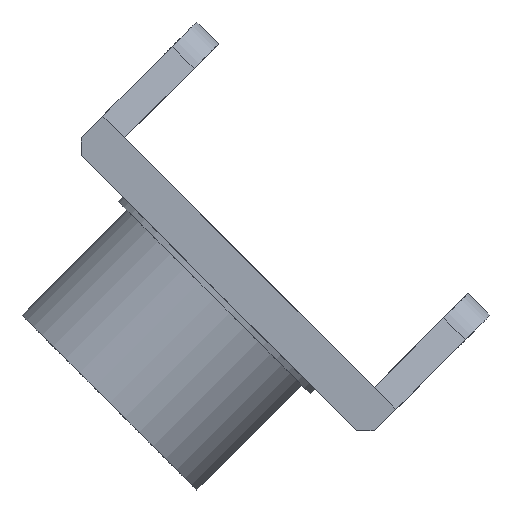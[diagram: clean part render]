
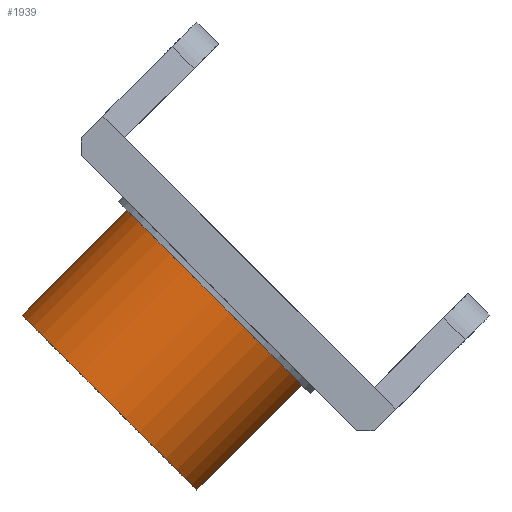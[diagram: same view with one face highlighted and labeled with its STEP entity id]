
A CAD part, left-side view. The second image highlights one B-rep face of the part: STEP entity #1939.
In plain terms, the highlighted cylindrical face has radius 10 mm (diameter 20 mm), a partial arc.
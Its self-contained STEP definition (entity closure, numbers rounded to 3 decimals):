
#35 = AXIS2_PLACEMENT_3D ( 'NONE', #84, #1792, #860 ) ;
#84 = CARTESIAN_POINT ( 'NONE',  ( 0., 36.239, 317.314 ) ) ;
#160 = CARTESIAN_POINT ( 'NONE',  ( 0., 183.848, 183.848 ) ) ;
#282 = CIRCLE ( 'NONE', #35, 10. ) ;
#292 = DIRECTION ( 'NONE',  ( 0., 0.707, 0.707 ) ) ;
#302 = DIRECTION ( 'NONE',  ( 0., 0.707, -0.707 ) ) ;
#398 = CARTESIAN_POINT ( 'NONE',  ( 0., 27.754, 325.799 ) ) ;
#419 = AXIS2_PLACEMENT_3D ( 'NONE', #398, #1987, #1938 ) ;
#445 = EDGE_LOOP ( 'NONE', ( #505, #1427, #2476, #1232 ) ) ;
#464 = CARTESIAN_POINT ( 'NONE',  ( 0., 43.31, 324.385 ) ) ;
#505 = ORIENTED_EDGE ( 'NONE', *, *, #726, .F. ) ;
#599 = CARTESIAN_POINT ( 'NONE',  ( 0., 20.683, 318.728 ) ) ;
#608 = EDGE_CURVE ( 'NONE', #1164, #892, #1531, .T. ) ;
#726 = EDGE_CURVE ( 'NONE', #968, #1984, #1367, .T. ) ;
#790 = VECTOR ( 'NONE', #1540, 1000. ) ;
#824 = CARTESIAN_POINT ( 'NONE',  ( 0., 169.706, 169.706 ) ) ;
#860 = DIRECTION ( 'NONE',  ( 0., 0.707, 0.707 ) ) ;
#892 = VERTEX_POINT ( 'NONE', #464 ) ;
#968 = VERTEX_POINT ( 'NONE', #599 ) ;
#1164 = VERTEX_POINT ( 'NONE', #2218 ) ;
#1232 = ORIENTED_EDGE ( 'NONE', *, *, #1874, .F. ) ;
#1274 = FACE_OUTER_BOUND ( 'NONE', #445, .T. ) ;
#1343 = EDGE_CURVE ( 'NONE', #968, #1164, #1511, .T. ) ;
#1367 = LINE ( 'NONE', #824, #1482 ) ;
#1427 = ORIENTED_EDGE ( 'NONE', *, *, #1343, .T. ) ;
#1482 = VECTOR ( 'NONE', #1592, 1000. ) ;
#1501 = CARTESIAN_POINT ( 'NONE',  ( 0., 29.168, 310.243 ) ) ;
#1511 = CIRCLE ( 'NONE', #419, 10. ) ;
#1531 = LINE ( 'NONE', #160, #790 ) ;
#1540 = DIRECTION ( 'NONE',  ( 0., 0.707, -0.707 ) ) ;
#1592 = DIRECTION ( 'NONE',  ( 0., 0.707, -0.707 ) ) ;
#1643 = CYLINDRICAL_SURFACE ( 'NONE', #2095, 10. ) ;
#1792 = DIRECTION ( 'NONE',  ( 0., 0.707, -0.707 ) ) ;
#1853 = CARTESIAN_POINT ( 'NONE',  ( 0., 176.777, 176.777 ) ) ;
#1874 = EDGE_CURVE ( 'NONE', #1984, #892, #282, .T. ) ;
#1938 = DIRECTION ( 'NONE',  ( 0., 0.707, 0.707 ) ) ;
#1939 = ADVANCED_FACE ( 'NONE', ( #1274 ), #1643, .T. ) ;
#1984 = VERTEX_POINT ( 'NONE', #1501 ) ;
#1987 = DIRECTION ( 'NONE',  ( 0., 0.707, -0.707 ) ) ;
#2095 = AXIS2_PLACEMENT_3D ( 'NONE', #1853, #302, #292 ) ;
#2218 = CARTESIAN_POINT ( 'NONE',  ( 0., 34.825, 332.871 ) ) ;
#2476 = ORIENTED_EDGE ( 'NONE', *, *, #608, .T. ) ;
